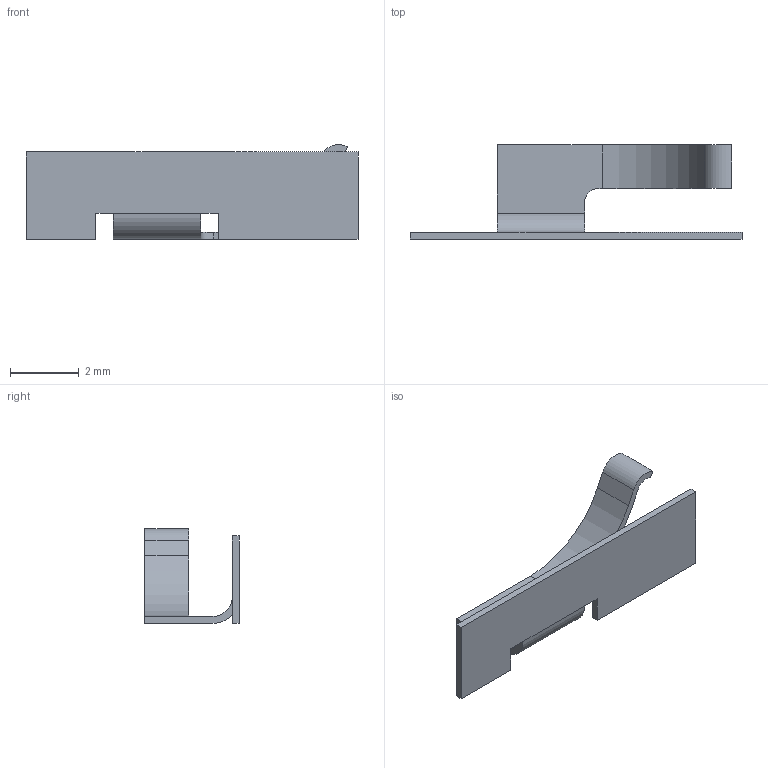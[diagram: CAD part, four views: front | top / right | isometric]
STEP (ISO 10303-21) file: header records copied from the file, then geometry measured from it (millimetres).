
FILE_DESCRIPTION (( 'STEP AP214' ), '1' );
FILE_NAME ('7404338 REV00.STEP', '2022-12-20T18:41:56', ( '' ), ( '' ), 'SwSTEP 2.0', 'SolidWorks 2021', '' );
FILE_SCHEMA (( 'AUTOMOTIVE_DESIGN' ));
Length unit declared in the file: millimetre
Products named in the file (1): 7404338 REV00
Bounding box: 9.65 x 2.74 x 2.75 mm (x, y, z)
Volume: 7.4 mm3; surface area: 81.2 mm2
Topology: 1 solids, 1 shells, 27 faces, 71 edges, 46 vertices
Faces by surface type: plane 20, cylinder 7
Entity records: 861 total; most frequent: CARTESIAN_POINT 145, ORIENTED_EDGE 142, DIRECTION 141, EDGE_CURVE 71, LINE 57, VECTOR 57, VERTEX_POINT 46, AXIS2_PLACEMENT_3D 42
